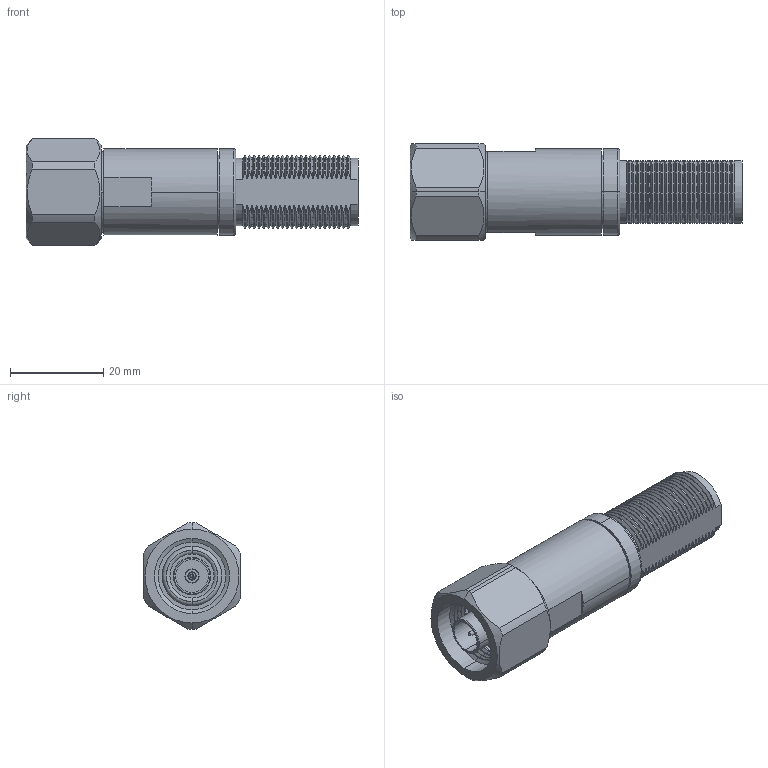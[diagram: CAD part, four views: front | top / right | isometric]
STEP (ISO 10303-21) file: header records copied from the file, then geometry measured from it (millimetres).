
FILE_DESCRIPTION (( 'STEP AP214' ), '1' );
FILE_NAME ('LCSP1049.STEP', '2018-04-04T20:34:04', ( '' ), ( '' ), 'SwSTEP 2.0', 'SolidWorks 2017', '' );
FILE_SCHEMA (( 'AUTOMOTIVE_DESIGN' ));
Length unit declared in the file: inch
Products named in the file (13): 4052-0010; LCSP1049; 7040-0049; 9090-2012; 2801-9010; 2802-9000; 5800-0095; 2811-0011; 1502-0708; 1909-0001; 7040-0065; 2811-0002; 5800-0099
Assembly tree (12 placements, depth 3):
  LCSP1049
    9090-2012
      2802-9000
      2801-9010
      2811-0011
      2811-0002
      1909-0001
      1502-0708
      7040-0049
      5800-0099
      5800-0095
      4052-0010
      7040-0065
Bounding box: 71.33 x 20.64 x 22.86 mm (x, y, z)
Volume: 12475.9 mm3; surface area: 13372.4 mm2
Topology: 11 solids, 11 shells, 739 faces, 1755 edges, 1064 vertices
Faces by surface type: cylinder 342, cone 280, plane 85, torus 32
Entity records: 22234 total; most frequent: CARTESIAN_POINT 4324, DIRECTION 3916, ORIENTED_EDGE 3498, EDGE_CURVE 1749, AXIS2_PLACEMENT_3D 1616, VERTEX_POINT 1064, CIRCLE 861, EDGE_LOOP 785
